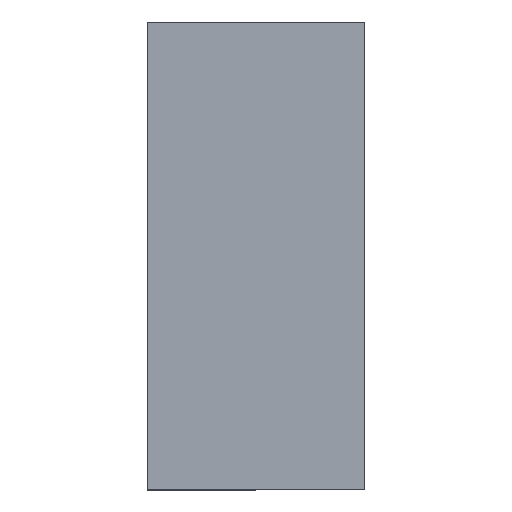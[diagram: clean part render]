
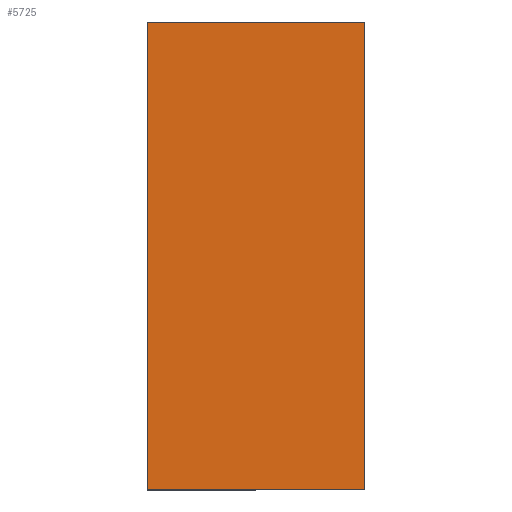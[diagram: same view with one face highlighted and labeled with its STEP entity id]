
A CAD part, left-side view. The second image highlights one B-rep face of the part: STEP entity #5725.
In plain terms, the highlighted planar face has unit normal (-1, 0, 0).
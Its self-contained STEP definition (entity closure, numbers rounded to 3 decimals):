
#510=FACE_OUTER_BOUND('',#831,.T.);
#831=EDGE_LOOP('',(#3780,#3781,#3782,#3783));
#1186=LINE('',#8032,#1734);
#1189=LINE('',#8038,#1737);
#1192=LINE('',#8042,#1740);
#1193=LINE('',#8044,#1741);
#1734=VECTOR('',#6543,10.);
#1737=VECTOR('',#6548,10.);
#1740=VECTOR('',#6553,10.);
#1741=VECTOR('',#6556,10.);
#2281=VERTEX_POINT('',#8030);
#2282=VERTEX_POINT('',#8031);
#2283=VERTEX_POINT('',#8036);
#2284=VERTEX_POINT('',#8037);
#2876=EDGE_CURVE('',#2281,#2282,#1186,.T.);
#2879=EDGE_CURVE('',#2283,#2284,#1189,.T.);
#2882=EDGE_CURVE('',#2282,#2284,#1192,.T.);
#2883=EDGE_CURVE('',#2283,#2281,#1193,.T.);
#3780=ORIENTED_EDGE('',*,*,#2879,.T.);
#3781=ORIENTED_EDGE('',*,*,#2882,.F.);
#3782=ORIENTED_EDGE('',*,*,#2876,.F.);
#3783=ORIENTED_EDGE('',*,*,#2883,.F.);
#5526=PLANE('',#6060);
#5725=ADVANCED_FACE('',(#510),#5526,.F.);
#6060=AXIS2_PLACEMENT_3D('',#8045,#6557,#6558);
#6543=DIRECTION('',(0.,-1.,0.));
#6548=DIRECTION('',(0.,-1.,0.));
#6553=DIRECTION('',(0.,0.,-1.));
#6556=DIRECTION('',(0.,0.,1.));
#6557=DIRECTION('center_axis',(1.,0.,0.));
#6558=DIRECTION('ref_axis',(0.,0.,-1.));
#8030=CARTESIAN_POINT('',(-12.6,50.,201.));
#8031=CARTESIAN_POINT('',(-12.6,-50.,201.));
#8032=CARTESIAN_POINT('',(-12.6,-25.,201.));
#8036=CARTESIAN_POINT('',(-12.6,50.,-14.));
#8037=CARTESIAN_POINT('',(-12.6,-50.,-14.));
#8038=CARTESIAN_POINT('',(-12.6,25.,-14.));
#8042=CARTESIAN_POINT('',(-12.6,-50.,31.75));
#8044=CARTESIAN_POINT('',(-12.6,50.,139.25));
#8045=CARTESIAN_POINT('Origin',(-12.6,0.,85.5));
